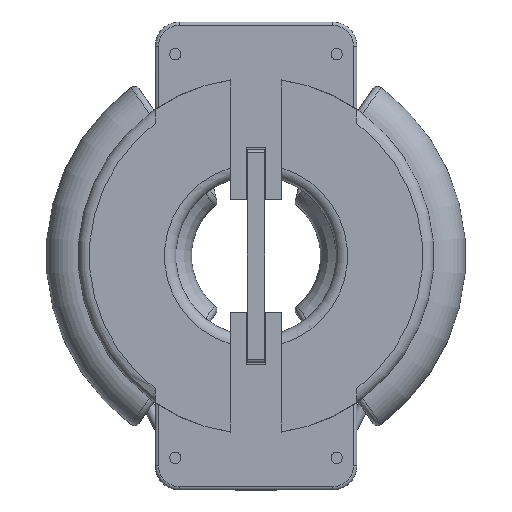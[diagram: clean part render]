
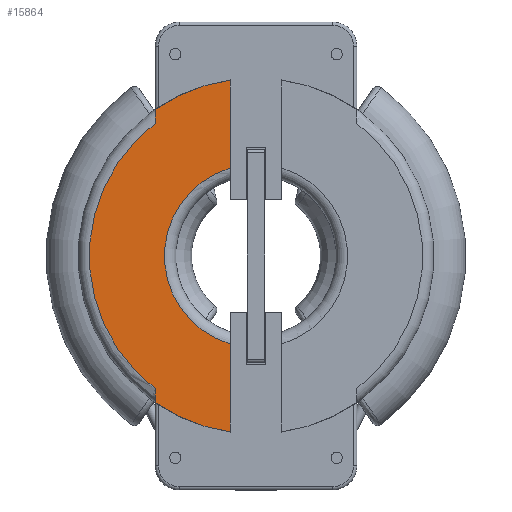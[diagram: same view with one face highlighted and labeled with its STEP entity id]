
A CAD part, front view. The second image highlights one B-rep face of the part: STEP entity #15864.
In plain terms, the highlighted planar face has unit normal (0, -1, 0).
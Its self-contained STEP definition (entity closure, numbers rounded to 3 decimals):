
#20 = EDGE_CURVE ( 'NONE', #13977, #3025, #14952, .T. ) ;
#173 = EDGE_CURVE ( 'NONE', #4197, #1868, #12162, .T. ) ;
#196 = DIRECTION ( 'NONE',  ( 0., -1., 0. ) ) ;
#265 = FACE_OUTER_BOUND ( 'NONE', #7036, .T. ) ;
#772 = VERTEX_POINT ( 'NONE', #14442 ) ;
#1204 = VECTOR ( 'NONE', #6352, 1000. ) ;
#1868 = VERTEX_POINT ( 'NONE', #11089 ) ;
#1903 = CARTESIAN_POINT ( 'NONE',  ( 0., -4.625, 0. ) ) ;
#2453 = AXIS2_PLACEMENT_3D ( 'NONE', #1903, #6900, #4443 ) ;
#2701 = VERTEX_POINT ( 'NONE', #16410 ) ;
#2731 = CARTESIAN_POINT ( 'NONE',  ( 0., -4.625, 0. ) ) ;
#3025 = VERTEX_POINT ( 'NONE', #16069 ) ;
#3042 = LINE ( 'NONE', #16004, #15966 ) ;
#3180 = VERTEX_POINT ( 'NONE', #7091 ) ;
#3630 = VERTEX_POINT ( 'NONE', #5329 ) ;
#3721 = CARTESIAN_POINT ( 'NONE',  ( -1.6, -4.625, -10.908 ) ) ;
#4197 = VERTEX_POINT ( 'NONE', #6683 ) ;
#4292 = DIRECTION ( 'NONE',  ( 0., 0., -1. ) ) ;
#4373 = PLANE ( 'NONE',  #12259 ) ;
#4421 = DIRECTION ( 'NONE',  ( 0., 0., 1. ) ) ;
#4443 = DIRECTION ( 'NONE',  ( 0., 0., 1. ) ) ;
#4797 = CARTESIAN_POINT ( 'NONE',  ( -1.6, -4.625, 0. ) ) ;
#5167 = AXIS2_PLACEMENT_3D ( 'NONE', #6548, #7767, #11581 ) ;
#5316 = EDGE_CURVE ( 'NONE', #3025, #4197, #14549, .T. ) ;
#5329 = CARTESIAN_POINT ( 'NONE',  ( -6.25, -4.625, 9.082 ) ) ;
#5914 = EDGE_CURVE ( 'NONE', #772, #3180, #14514, .T. ) ;
#5922 = CIRCLE ( 'NONE', #13249, 11.025 ) ;
#6195 = ORIENTED_EDGE ( 'NONE', *, *, #16685, .T. ) ;
#6352 = DIRECTION ( 'NONE',  ( 0., 0., 1. ) ) ;
#6548 = CARTESIAN_POINT ( 'NONE',  ( 0., -4.625, 0. ) ) ;
#6574 = EDGE_CURVE ( 'NONE', #13977, #3180, #16332, .T. ) ;
#6683 = CARTESIAN_POINT ( 'NONE',  ( -1.6, -4.625, 5.445 ) ) ;
#6900 = DIRECTION ( 'NONE',  ( 0., -1., 0. ) ) ;
#7036 = EDGE_LOOP ( 'NONE', ( #13219, #8170, #6195, #7958, #9270, #13314, #7849, #13870 ) ) ;
#7091 = CARTESIAN_POINT ( 'NONE',  ( -6.25, -4.625, -9.082 ) ) ;
#7743 = CARTESIAN_POINT ( 'NONE',  ( -1.6, -4.625, 0. ) ) ;
#7767 = DIRECTION ( 'NONE',  ( 0., 1., 0. ) ) ;
#7849 = ORIENTED_EDGE ( 'NONE', *, *, #5316, .T. ) ;
#7958 = ORIENTED_EDGE ( 'NONE', *, *, #5914, .T. ) ;
#8137 = CARTESIAN_POINT ( 'NONE',  ( 0., -4.625, 0. ) ) ;
#8170 = ORIENTED_EDGE ( 'NONE', *, *, #12199, .T. ) ;
#8671 = DIRECTION ( 'NONE',  ( 0., 0., 1. ) ) ;
#9050 = DIRECTION ( 'NONE',  ( 0., 0., 1. ) ) ;
#9270 = ORIENTED_EDGE ( 'NONE', *, *, #6574, .F. ) ;
#9282 = DIRECTION ( 'NONE',  ( 0., 0., 1. ) ) ;
#9452 = DIRECTION ( 'NONE',  ( 0., 1., 0. ) ) ;
#9745 = DIRECTION ( 'NONE',  ( 0., 0., -1. ) ) ;
#10697 = AXIS2_PLACEMENT_3D ( 'NONE', #8137, #9452, #9282 ) ;
#11089 = CARTESIAN_POINT ( 'NONE',  ( -1.6, -4.625, 10.908 ) ) ;
#11581 = DIRECTION ( 'NONE',  ( 0., 0., 1. ) ) ;
#11753 = CARTESIAN_POINT ( 'NONE',  ( 0., -4.625, 0. ) ) ;
#12142 = VECTOR ( 'NONE', #8671, 1000. ) ;
#12162 = LINE ( 'NONE', #4797, #12142 ) ;
#12199 = EDGE_CURVE ( 'NONE', #3630, #2701, #3042, .T. ) ;
#12259 = AXIS2_PLACEMENT_3D ( 'NONE', #11753, #15609, #4421 ) ;
#13219 = ORIENTED_EDGE ( 'NONE', *, *, #16177, .T. ) ;
#13249 = AXIS2_PLACEMENT_3D ( 'NONE', #2731, #196, #9050 ) ;
#13314 = ORIENTED_EDGE ( 'NONE', *, *, #20, .T. ) ;
#13327 = CIRCLE ( 'NONE', #2453, 10.325 ) ;
#13870 = ORIENTED_EDGE ( 'NONE', *, *, #173, .T. ) ;
#13977 = VERTEX_POINT ( 'NONE', #3721 ) ;
#14442 = CARTESIAN_POINT ( 'NONE',  ( -6.25, -4.625, -8.218 ) ) ;
#14514 = LINE ( 'NONE', #16234, #15532 ) ;
#14549 = CIRCLE ( 'NONE', #5167, 5.675 ) ;
#14952 = LINE ( 'NONE', #7743, #1204 ) ;
#15532 = VECTOR ( 'NONE', #9745, 1000. ) ;
#15609 = DIRECTION ( 'NONE',  ( 0., 1., 0. ) ) ;
#15864 = ADVANCED_FACE ( 'NONE', ( #265 ), #4373, .F. ) ;
#15966 = VECTOR ( 'NONE', #4292, 1000. ) ;
#16004 = CARTESIAN_POINT ( 'NONE',  ( -6.25, -4.625, 13.75 ) ) ;
#16069 = CARTESIAN_POINT ( 'NONE',  ( -1.6, -4.625, -5.445 ) ) ;
#16177 = EDGE_CURVE ( 'NONE', #1868, #3630, #5922, .T. ) ;
#16234 = CARTESIAN_POINT ( 'NONE',  ( -6.25, -4.625, -13.75 ) ) ;
#16332 = CIRCLE ( 'NONE', #10697, 11.025 ) ;
#16410 = CARTESIAN_POINT ( 'NONE',  ( -6.25, -4.625, 8.218 ) ) ;
#16685 = EDGE_CURVE ( 'NONE', #2701, #772, #13327, .T. ) ;
